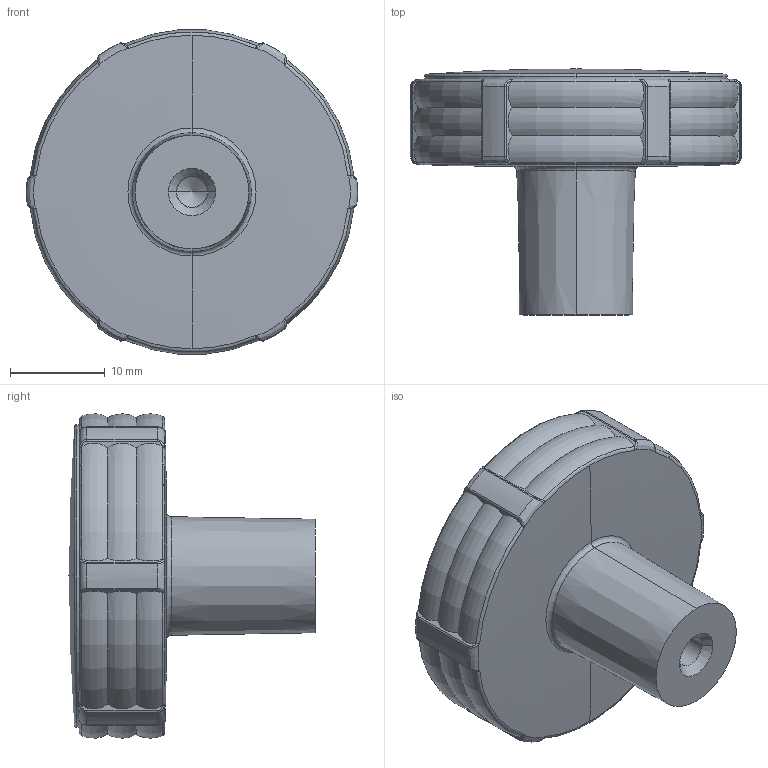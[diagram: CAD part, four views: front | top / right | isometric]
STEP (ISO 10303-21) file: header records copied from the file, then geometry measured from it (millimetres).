
FILE_DESCRIPTION(('Creo Elements/Direct Modeling STEP Export'),'2;1');
FILE_NAME('2612-35.stp','2023-08-11T 8:35:11',(''),(''),'Creo Elements/Direct Modeling STEP processor for AP214 (Solid Model)','Creo Elements/Direct Modeling 20.0 12-Nov-2016 (C) Parametric Technology GmbH','');
FILE_SCHEMA(('AUTOMOTIVE_DESIGN { 1 0 10303 214 1 1 1 1 }'));
Length unit declared in the file: millimetre
Products named in the file (1): ZN-12017
Bounding box: 35 x 26 x 34.28 mm (x, y, z)
Volume: 10816.8 mm3; surface area: 3564.8 mm2
Topology: 1 solids, 1 shells, 143 faces, 366 edges, 224 vertices
Faces by surface type: torus 42, bspline 42, cylinder 36, plane 15, cone 6, sphere 2
Entity records: 15007 total; most frequent: CARTESIAN_POINT 12337, ORIENTED_EDGE 724, EDGE_CURVE 362, DIRECTION 274, VERTEX_POINT 224, B_SPLINE_CURVE_WITH_KNOTS 180, EDGE_LOOP 146, FACE_OUTER_BOUND 143
